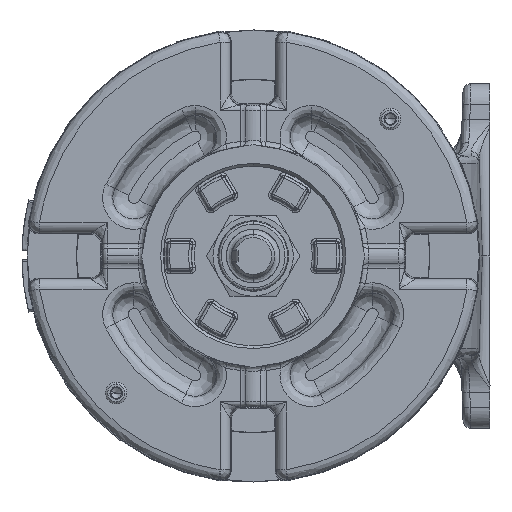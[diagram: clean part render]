
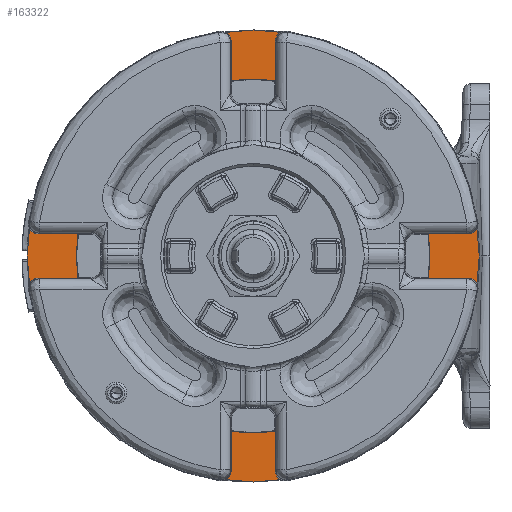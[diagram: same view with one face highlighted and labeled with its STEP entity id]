
A CAD part, left-side view. The second image highlights one B-rep face of the part: STEP entity #163322.
In plain terms, the highlighted planar face has unit normal (-1, 0, 0).
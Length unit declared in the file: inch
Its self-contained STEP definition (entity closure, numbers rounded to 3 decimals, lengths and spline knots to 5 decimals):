
#3089 = EDGE_CURVE ( 'NONE', #121539, #129685, #67748, .T. ) ;
#17761 = CIRCLE ( 'NONE', #111588, 2.0515 ) ;
#20730 = DIRECTION ( 'NONE',  ( 1., 0., 0. ) ) ;
#38785 = CARTESIAN_POINT ( 'NONE',  ( -5.32, 2.0515, 0. ) ) ;
#47462 = EDGE_CURVE ( 'NONE', #129685, #121539, #149964, .T. ) ;
#48064 = EDGE_LOOP ( 'NONE', ( #137963, #159960 ) ) ;
#52549 = DIRECTION ( 'NONE',  ( 0., 0., 1. ) ) ;
#58748 = EDGE_CURVE ( 'NONE', #152582, #117529, #117692, .T. ) ;
#59825 = AXIS2_PLACEMENT_3D ( 'NONE', #68860, #162635, #82414 ) ;
#65510 = PLANE ( 'NONE',  #168416 ) ;
#67748 = CIRCLE ( 'NONE', #73319, 2.625 ) ;
#68860 = CARTESIAN_POINT ( 'NONE',  ( -5.32, 0., 0. ) ) ;
#72965 = DIRECTION ( 'NONE',  ( 1., 0., 0. ) ) ;
#73319 = AXIS2_PLACEMENT_3D ( 'NONE', #173813, #93582, #160249 ) ;
#76383 = FACE_BOUND ( 'NONE', #48064, .T. ) ;
#81604 = CARTESIAN_POINT ( 'NONE',  ( -5.32, 0., 2.0515 ) ) ;
#82414 = DIRECTION ( 'NONE',  ( 0., 0., -1. ) ) ;
#82759 = CARTESIAN_POINT ( 'NONE',  ( -5.32, 0., 2.625 ) ) ;
#93582 = DIRECTION ( 'NONE',  ( 1., 0., 0. ) ) ;
#101908 = CARTESIAN_POINT ( 'NONE',  ( -5.32, 0., 0. ) ) ;
#107808 = FACE_OUTER_BOUND ( 'NONE', #144545, .T. ) ;
#111588 = AXIS2_PLACEMENT_3D ( 'NONE', #153178, #72965, #166712 ) ;
#115274 = DIRECTION ( 'NONE',  ( 0., 0., 1. ) ) ;
#117529 = VERTEX_POINT ( 'NONE', #173139 ) ;
#117692 = CIRCLE ( 'NONE', #171399, 2.0515 ) ;
#121539 = VERTEX_POINT ( 'NONE', #134466 ) ;
#129685 = VERTEX_POINT ( 'NONE', #82759 ) ;
#132914 = DIRECTION ( 'NONE',  ( -1., 0., 0. ) ) ;
#134466 = CARTESIAN_POINT ( 'NONE',  ( -5.32, 0., -2.625 ) ) ;
#137963 = ORIENTED_EDGE ( 'NONE', *, *, #58748, .T. ) ;
#144545 = EDGE_LOOP ( 'NONE', ( #164350, #170468 ) ) ;
#149964 = CIRCLE ( 'NONE', #59825, 2.625 ) ;
#152582 = VERTEX_POINT ( 'NONE', #81604 ) ;
#153178 = CARTESIAN_POINT ( 'NONE',  ( -5.32, 0., 0. ) ) ;
#159960 = ORIENTED_EDGE ( 'NONE', *, *, #175006, .T. ) ;
#160249 = DIRECTION ( 'NONE',  ( 0., 0., -1. ) ) ;
#162635 = DIRECTION ( 'NONE',  ( 1., 0., 0. ) ) ;
#163322 = ADVANCED_FACE ( 'NONE', ( #76383, #107808 ), #65510, .T. ) ;
#164350 = ORIENTED_EDGE ( 'NONE', *, *, #3089, .F. ) ;
#166712 = DIRECTION ( 'NONE',  ( 0., 0., 1. ) ) ;
#168416 = AXIS2_PLACEMENT_3D ( 'NONE', #38785, #132914, #52549 ) ;
#170468 = ORIENTED_EDGE ( 'NONE', *, *, #47462, .F. ) ;
#171399 = AXIS2_PLACEMENT_3D ( 'NONE', #101908, #20730, #115274 ) ;
#173139 = CARTESIAN_POINT ( 'NONE',  ( -5.32, 0., -2.0515 ) ) ;
#173813 = CARTESIAN_POINT ( 'NONE',  ( -5.32, 0., 0. ) ) ;
#175006 = EDGE_CURVE ( 'NONE', #117529, #152582, #17761, .T. ) ;
